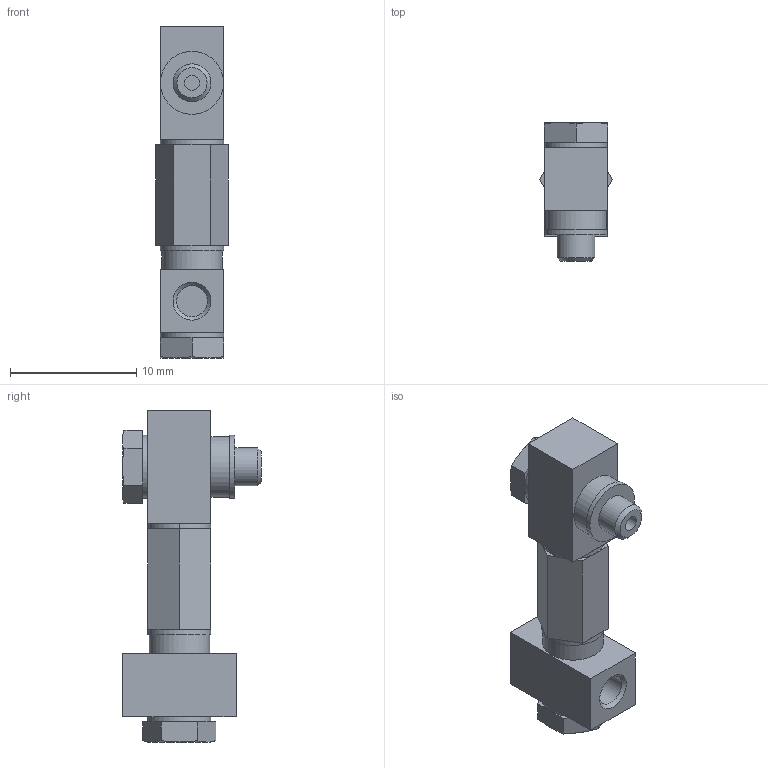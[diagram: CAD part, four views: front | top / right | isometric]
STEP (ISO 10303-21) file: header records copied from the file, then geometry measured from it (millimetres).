
FILE_DESCRIPTION(/* description */ (''),/* implementation_level */ '2;1');
FILE_NAME(/* name */ 'A-9768-4416-01-A_180 DEGREE AIR TURN.stp',/* time_stamp */ '2022-02-14T10:46:53+00:00',/* author */ (''),/* organization */ (''),/* preprocessor_version */ 'ST-DEVELOPER v16.7',/* originating_system */ 'SIEMENS PLM Software NX 1946',/* authorisation */ '');
FILE_SCHEMA (('AUTOMOTIVE_DESIGN { 1 0 10303 214 3 1 1 1 }'));
Length unit declared in the file: millimetre
Products named in the file (1): mb13155C470Aaj55
Bounding box: 5.77 x 11 x 26.3 mm (x, y, z)
Volume: 763.3 mm3; surface area: 994.7 mm2
Topology: 3 solids, 3 shells, 105 faces, 220 edges, 132 vertices
Faces by surface type: plane 65, cone 20, cylinder 20
Full cylindrical faces by diameter (mm): 1.2 x2, 2.459 x2, 3 x2, 4.8 x2, 5 x4
Entity records: 3280 total; most frequent: CARTESIAN_POINT 510, DIRECTION 468, ORIENTED_EDGE 404, EDGE_CURVE 202, AXIS2_PLACEMENT_3D 184, EDGE_LOOP 134, VERTEX_POINT 130, ADVANCED_FACE 105
